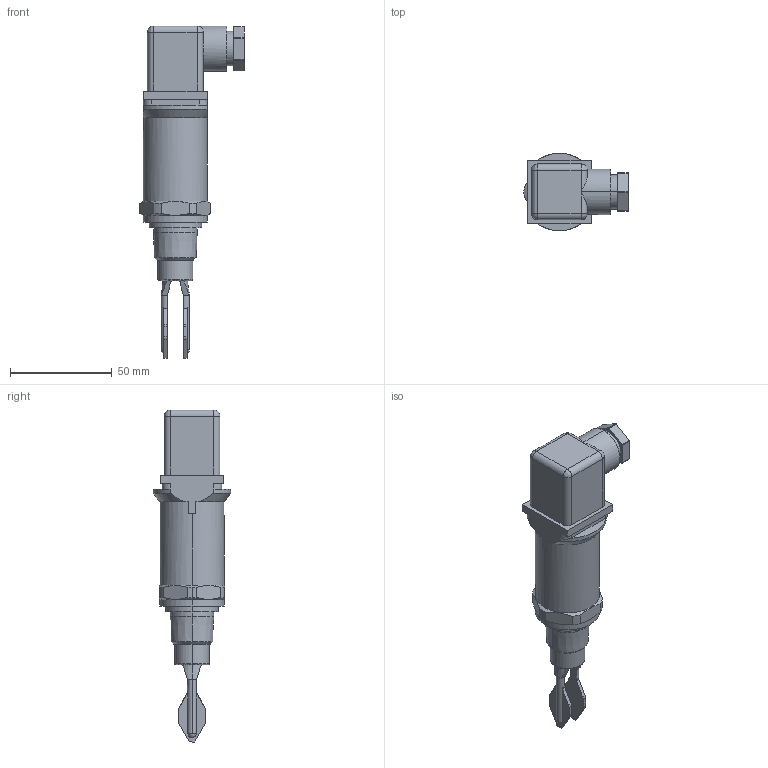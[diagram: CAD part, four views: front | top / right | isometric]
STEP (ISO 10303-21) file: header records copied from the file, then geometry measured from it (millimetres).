
FILE_DESCRIPTION (( 'STEP AP214' ), '1' );
FILE_NAME ('VFL50-100S-3D.STEP', '2019-06-11T16:30:24', ( '' ), ( '' ), 'SwSTEP 2.0', 'SolidWorks 2017', '' );
FILE_SCHEMA (( 'AUTOMOTIVE_DESIGN' ));
Length unit declared in the file: inch
Products named in the file (1): VFL50-100S-3D
Bounding box: 51.08 x 38 x 162.9 mm (x, y, z)
Volume: 93947.7 mm3; surface area: 16845 mm2
Topology: 1 solids, 1 shells, 158 faces, 419 edges, 265 vertices
Faces by surface type: plane 79, cylinder 58, cone 13, bspline 8
Entity records: 5509 total; most frequent: CARTESIAN_POINT 1596, ORIENTED_EDGE 826, DIRECTION 806, EDGE_CURVE 413, AXIS2_PLACEMENT_3D 295, VERTEX_POINT 265, LINE 216, VECTOR 216
